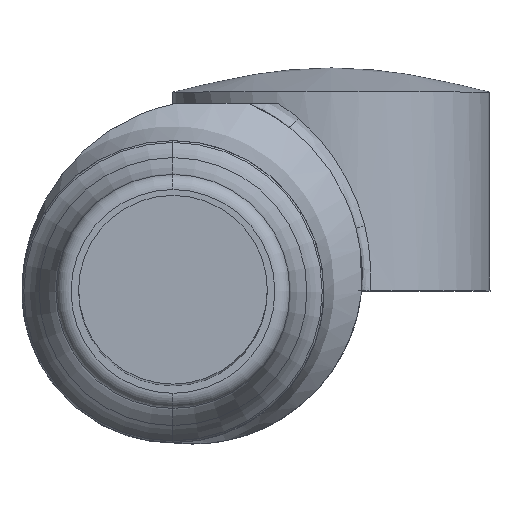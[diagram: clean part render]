
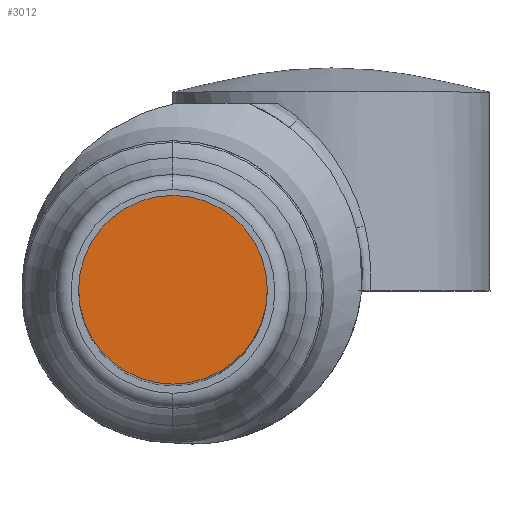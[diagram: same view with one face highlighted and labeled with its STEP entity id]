
A CAD part, top view. The second image highlights one B-rep face of the part: STEP entity #3012.
In plain terms, the highlighted planar face has unit normal (0, 0, 1).
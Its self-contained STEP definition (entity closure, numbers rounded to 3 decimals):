
#199 = EDGE_CURVE('',#200,#202,#204,.T.);
#200 = VERTEX_POINT('',#201);
#201 = CARTESIAN_POINT('',(-41.,25.,369.));
#202 = VERTEX_POINT('',#203);
#203 = CARTESIAN_POINT('',(-41.,-25.,369.));
#204 = SURFACE_CURVE('',#205,(#210,#222),.PCURVE_S1.);
#205 = CIRCLE('',#206,25.);
#206 = AXIS2_PLACEMENT_3D('',#207,#208,#209);
#207 = CARTESIAN_POINT('',(-41.,0.,369.));
#208 = DIRECTION('',(0.,0.,-1.));
#209 = DIRECTION('',(0.,1.,0.));
#210 = PCURVE('',#211,#216);
#211 = CYLINDRICAL_SURFACE('',#212,25.);
#212 = AXIS2_PLACEMENT_3D('',#213,#214,#215);
#213 = CARTESIAN_POINT('',(-41.,0.,369.));
#214 = DIRECTION('',(0.,0.,-1.));
#215 = DIRECTION('',(0.,1.,0.));
#216 = DEFINITIONAL_REPRESENTATION('',(#217),#221);
#217 = LINE('',#218,#219);
#218 = CARTESIAN_POINT('',(0.,0.));
#219 = VECTOR('',#220,1.);
#220 = DIRECTION('',(1.,0.));
#221 = ( GEOMETRIC_REPRESENTATION_CONTEXT(2) 
PARAMETRIC_REPRESENTATION_CONTEXT() REPRESENTATION_CONTEXT('2D SPACE',''
  ) );
#222 = PCURVE('',#223,#228);
#223 = PLANE('',#224);
#224 = AXIS2_PLACEMENT_3D('',#225,#226,#227);
#225 = CARTESIAN_POINT('',(-41.,0.,369.));
#226 = DIRECTION('',(0.,0.,1.));
#227 = DIRECTION('',(0.,-1.,0.));
#228 = DEFINITIONAL_REPRESENTATION('',(#229),#237);
#229 = ( BOUNDED_CURVE() B_SPLINE_CURVE(2,(#230,#231,#232,#233,#234,#235
,#236),.UNSPECIFIED.,.T.,.F.) B_SPLINE_CURVE_WITH_KNOTS((1,2,2,2,2,1),(
    -2.094,0.,2.094,4.189,6.283,
8.378),.UNSPECIFIED.) CURVE() GEOMETRIC_REPRESENTATION_ITEM() 
RATIONAL_B_SPLINE_CURVE((1.,0.5,1.,0.5,1.,0.5,1.)) REPRESENTATION_ITEM(
  '') );
#230 = CARTESIAN_POINT('',(-25.,0.));
#231 = CARTESIAN_POINT('',(-25.,43.301));
#232 = CARTESIAN_POINT('',(12.5,21.651));
#233 = CARTESIAN_POINT('',(50.,0.));
#234 = CARTESIAN_POINT('',(12.5,-21.651));
#235 = CARTESIAN_POINT('',(-25.,-43.301));
#236 = CARTESIAN_POINT('',(-25.,0.));
#237 = ( GEOMETRIC_REPRESENTATION_CONTEXT(2) 
PARAMETRIC_REPRESENTATION_CONTEXT() REPRESENTATION_CONTEXT('2D SPACE',''
  ) );
#255 = CYLINDRICAL_SURFACE('',#256,25.);
#256 = AXIS2_PLACEMENT_3D('',#257,#258,#259);
#257 = CARTESIAN_POINT('',(-41.,0.,369.));
#258 = DIRECTION('',(0.,0.,-1.));
#259 = DIRECTION('',(0.,1.,0.));
#2934 = EDGE_CURVE('',#202,#200,#2935,.T.);
#2935 = SURFACE_CURVE('',#2936,(#2941,#2948),.PCURVE_S1.);
#2936 = CIRCLE('',#2937,25.);
#2937 = AXIS2_PLACEMENT_3D('',#2938,#2939,#2940);
#2938 = CARTESIAN_POINT('',(-41.,0.,369.));
#2939 = DIRECTION('',(0.,0.,-1.));
#2940 = DIRECTION('',(0.,1.,0.));
#2941 = PCURVE('',#255,#2942);
#2942 = DEFINITIONAL_REPRESENTATION('',(#2943),#2947);
#2943 = LINE('',#2944,#2945);
#2944 = CARTESIAN_POINT('',(0.,0.));
#2945 = VECTOR('',#2946,1.);
#2946 = DIRECTION('',(1.,0.));
#2947 = ( GEOMETRIC_REPRESENTATION_CONTEXT(2) 
PARAMETRIC_REPRESENTATION_CONTEXT() REPRESENTATION_CONTEXT('2D SPACE',''
  ) );
#2948 = PCURVE('',#223,#2949);
#2949 = DEFINITIONAL_REPRESENTATION('',(#2950),#2958);
#2950 = ( BOUNDED_CURVE() B_SPLINE_CURVE(2,(#2951,#2952,#2953,#2954,
#2955,#2956,#2957),.UNSPECIFIED.,.T.,.F.) B_SPLINE_CURVE_WITH_KNOTS((1,2
    ,2,2,2,1),(-2.094,0.,2.094,4.189,
6.283,8.378),.UNSPECIFIED.) CURVE() 
GEOMETRIC_REPRESENTATION_ITEM() RATIONAL_B_SPLINE_CURVE((1.,0.5,1.,0.5,
1.,0.5,1.)) REPRESENTATION_ITEM('') );
#2951 = CARTESIAN_POINT('',(-25.,0.));
#2952 = CARTESIAN_POINT('',(-25.,43.301));
#2953 = CARTESIAN_POINT('',(12.5,21.651));
#2954 = CARTESIAN_POINT('',(50.,0.));
#2955 = CARTESIAN_POINT('',(12.5,-21.651));
#2956 = CARTESIAN_POINT('',(-25.,-43.301));
#2957 = CARTESIAN_POINT('',(-25.,0.));
#2958 = ( GEOMETRIC_REPRESENTATION_CONTEXT(2) 
PARAMETRIC_REPRESENTATION_CONTEXT() REPRESENTATION_CONTEXT('2D SPACE',''
  ) );
#3012 = ADVANCED_FACE('',(#3013),#223,.T.);
#3013 = FACE_BOUND('',#3014,.T.);
#3014 = EDGE_LOOP('',(#3015,#3016));
#3015 = ORIENTED_EDGE('',*,*,#199,.F.);
#3016 = ORIENTED_EDGE('',*,*,#2934,.F.);
